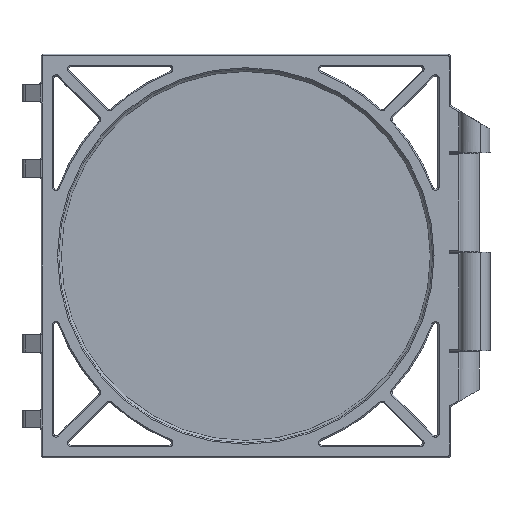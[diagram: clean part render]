
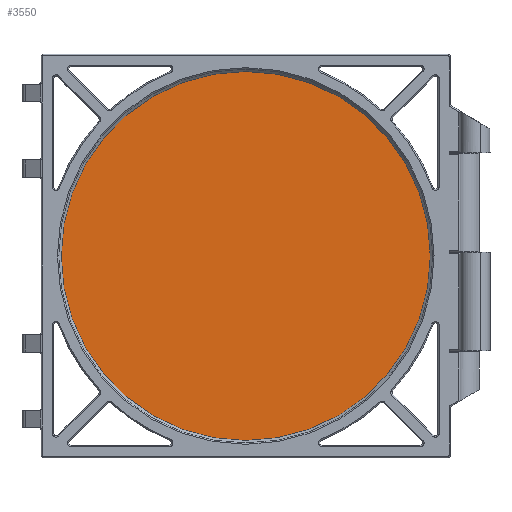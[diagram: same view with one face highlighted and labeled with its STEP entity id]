
A CAD part, top view. The second image highlights one B-rep face of the part: STEP entity #3550.
In plain terms, the highlighted planar face has unit normal (0, 0, 1).
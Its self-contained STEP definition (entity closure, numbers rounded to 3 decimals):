
#102=PLANE('',#3783);
#272=FACE_OUTER_BOUND('',#488,.T.);
#488=EDGE_LOOP('',(#2438));
#1421=CIRCLE('',#3779,74.5);
#1565=VERTEX_POINT('',#5273);
#1891=EDGE_CURVE('',#1565,#1565,#1421,.T.);
#2438=ORIENTED_EDGE('',*,*,#1891,.F.);
#3550=ADVANCED_FACE('',(#272),#102,.T.);
#3779=AXIS2_PLACEMENT_3D('',#5274,#4164,#4165);
#3783=AXIS2_PLACEMENT_3D('',#5282,#4174,#4175);
#4164=DIRECTION('center_axis',(0.,0.,-1.));
#4165=DIRECTION('ref_axis',(1.,0.,0.));
#4174=DIRECTION('center_axis',(0.,0.,1.));
#4175=DIRECTION('ref_axis',(1.,0.,0.));
#5273=CARTESIAN_POINT('',(-74.5,0.,4.));
#5274=CARTESIAN_POINT('Origin',(0.,0.,4.));
#5282=CARTESIAN_POINT('Origin',(0.,0.,4.));
